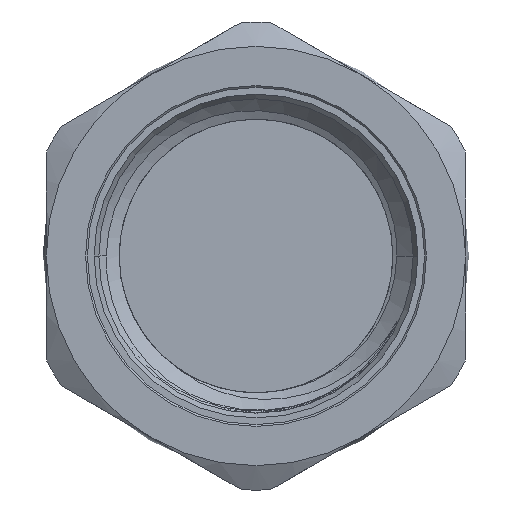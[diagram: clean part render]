
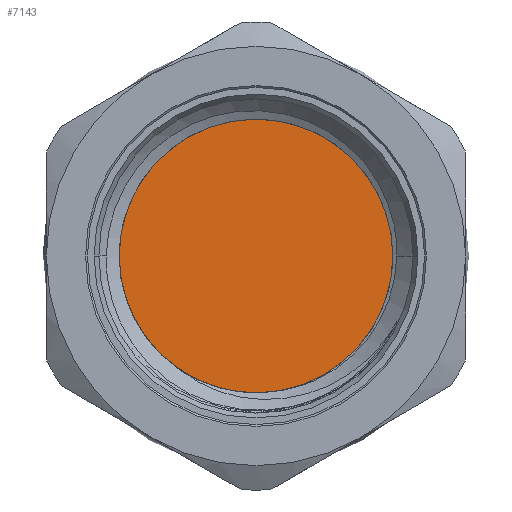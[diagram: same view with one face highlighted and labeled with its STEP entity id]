
A CAD part, left-side view. The second image highlights one B-rep face of the part: STEP entity #7143.
In plain terms, the highlighted planar face has unit normal (-1, 0, 0).
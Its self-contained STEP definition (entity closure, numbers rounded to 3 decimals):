
#43 = DIRECTION ( 'NONE',  ( 0., 0., -1. ) ) ;
#44 = DIRECTION ( 'NONE',  ( 1., 0., 0. ) ) ;
#47 = PLANE ( 'NONE',  #8519 ) ;
#49 = CARTESIAN_POINT ( 'NONE',  ( 13.263, 7.474, 0. ) ) ;
#263 = DIRECTION ( 'NONE',  ( 0., 0., -1. ) ) ;
#264 = DIRECTION ( 'NONE',  ( 1., 0., 0. ) ) ;
#265 = CARTESIAN_POINT ( 'NONE',  ( 13.263, 0., 0. ) ) ;
#2123 = CARTESIAN_POINT ( 'NONE',  ( 13.263, 7.25, 0. ) ) ;
#2571 = CARTESIAN_POINT ( 'NONE',  ( 13.263, -7.25, 0. ) ) ;
#2966 = DIRECTION ( 'NONE',  ( 0., 0., -1. ) ) ;
#2968 = DIRECTION ( 'NONE',  ( 1., 0., 0. ) ) ;
#2970 = CARTESIAN_POINT ( 'NONE',  ( 13.263, 0., 0. ) ) ;
#5888 = EDGE_CURVE ( 'NONE', #6577, #6361, #7456, .T. ) ;
#6009 = ORIENTED_EDGE ( 'NONE', *, *, #5888, .F. ) ;
#6014 = ORIENTED_EDGE ( 'NONE', *, *, #6841, .F. ) ;
#6361 = VERTEX_POINT ( 'NONE', #2571 ) ;
#6577 = VERTEX_POINT ( 'NONE', #2123 ) ;
#6841 = EDGE_CURVE ( 'NONE', #6361, #6577, #7303, .T. ) ;
#6976 = FACE_OUTER_BOUND ( 'NONE', #8103, .T. ) ;
#7143 = ADVANCED_FACE ( 'NONE', ( #6976 ), #47, .F. ) ;
#7303 = CIRCLE ( 'NONE', #8661, 7.25 ) ;
#7456 = CIRCLE ( 'NONE', #8746, 7.25 ) ;
#8103 = EDGE_LOOP ( 'NONE', ( #6009, #6014 ) ) ;
#8519 = AXIS2_PLACEMENT_3D ( 'NONE', #49, #44, #43 ) ;
#8661 = AXIS2_PLACEMENT_3D ( 'NONE', #265, #264, #263 ) ;
#8746 = AXIS2_PLACEMENT_3D ( 'NONE', #2970, #2968, #2966 ) ;
